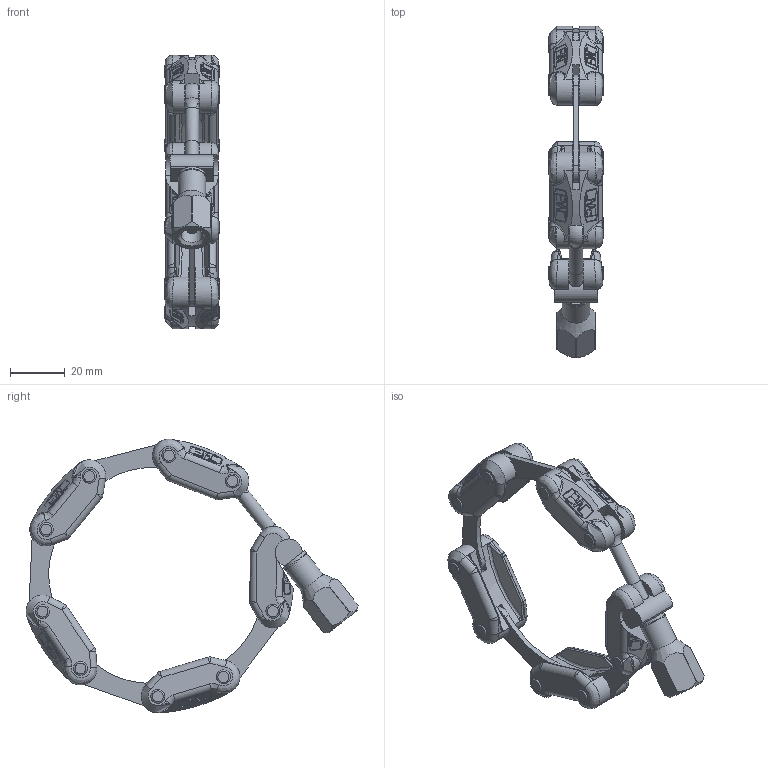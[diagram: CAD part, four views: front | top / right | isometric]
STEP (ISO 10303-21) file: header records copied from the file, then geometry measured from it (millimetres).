
FILE_DESCRIPTION(/* description */ (''),/* implementation_level */ '2;1');
FILE_NAME(/* name */ '30.050015.114.550',/* time_stamp */ '2018-07-13T10:25:15+02:00',/* author */ ('Murat Coskun Bicak'),/* organization */ ('Evac AG'),/* preprocessor_version */ 'ST-DEVELOPER v16.7',/* originating_system */ 'DEX',/* authorisation */ $);
FILE_SCHEMA (('AUTOMOTIVE_DESIGN {1 0 10303 214 3 1 1}'));
Length unit declared in the file: millimetre
Products named in the file (10): 30.050015.114.550; 03.231.004-AL; 03.231.005-AL; 03.231.006-AL; 03.034.001-IXMY; 03.036.003-AL; 00.1505.00-IXMY; 03.037.003-IX; 03.031.030-IX; 03.020.008-IXMY
Assembly tree (22 placements, depth 2):
  30.050015.114.550
    03.231.004-AL  x3
    03.231.005-AL
    03.231.006-AL
    03.034.001-IXMY
    03.036.003-AL
    00.1505.00-IXMY
    03.037.003-IX
    03.031.030-IX  x4
    03.020.008-IXMY  x9
Bounding box: 20 x 121.22 x 99.92 mm (x, y, z)
Volume: 38478.6 mm3; surface area: 26105.2 mm2
Topology: 22 solids, 22 shells, 2434 faces, 6068 edges, 3596 vertices
Faces by surface type: cylinder 1118, plane 693, sphere 315, torus 174, bspline 128, cone 6
Full cylindrical faces by diameter (mm): 4.134 x1, 5 x20, 5.1 x18, 5.2 x1, 5.3 x1, 8 x1, 10 x2
Entity records: 43230 total; most frequent: CARTESIAN_POINT 11214, DIRECTION 6840, ORIENTED_EDGE 6490, EDGE_CURVE 3245, AXIS2_PLACEMENT_3D 2635, VERTEX_POINT 1960, LINE 1570, VECTOR 1570
